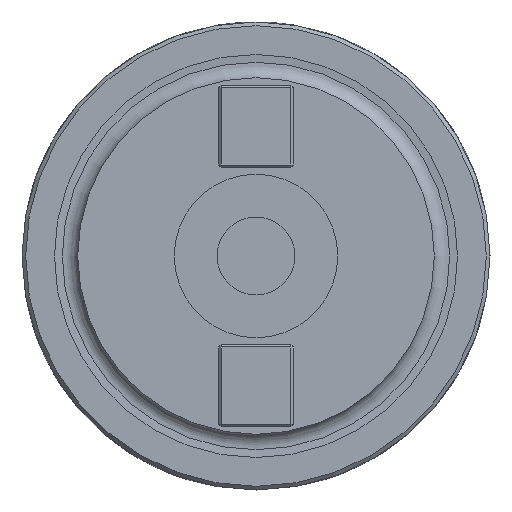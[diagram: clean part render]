
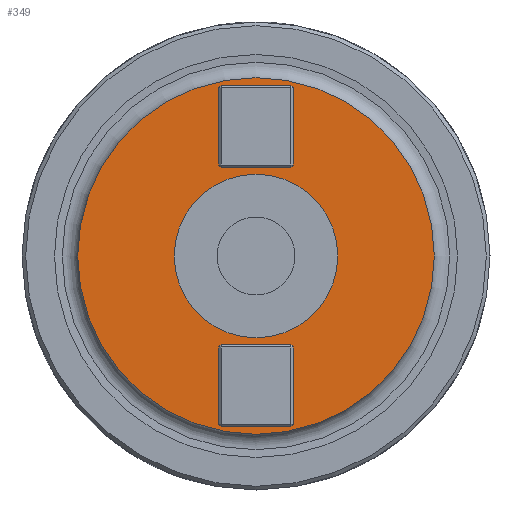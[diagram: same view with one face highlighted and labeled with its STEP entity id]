
A CAD part, left-side view. The second image highlights one B-rep face of the part: STEP entity #349.
In plain terms, the highlighted planar face has unit normal (-1, 0, 0).
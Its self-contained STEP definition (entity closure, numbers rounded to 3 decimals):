
#156=LINE('',#1627,#252);
#157=LINE('',#1630,#253);
#158=LINE('',#1632,#254);
#159=LINE('',#1634,#255);
#160=LINE('',#1636,#256);
#161=LINE('',#1638,#257);
#162=LINE('',#1640,#258);
#163=LINE('',#1642,#259);
#164=LINE('',#1643,#260);
#165=LINE('',#1646,#261);
#166=LINE('',#1648,#262);
#167=LINE('',#1650,#263);
#168=LINE('',#1652,#264);
#169=LINE('',#1654,#265);
#170=LINE('',#1656,#266);
#171=LINE('',#1658,#267);
#252=VECTOR('',#1320,1.);
#253=VECTOR('',#1321,1.);
#254=VECTOR('',#1322,1.);
#255=VECTOR('',#1323,1.);
#256=VECTOR('',#1324,1.);
#257=VECTOR('',#1325,1.);
#258=VECTOR('',#1326,1.);
#259=VECTOR('',#1327,1.);
#260=VECTOR('',#1328,1.);
#261=VECTOR('',#1329,1.);
#262=VECTOR('',#1330,1.);
#263=VECTOR('',#1331,1.);
#264=VECTOR('',#1332,1.);
#265=VECTOR('',#1333,1.);
#266=VECTOR('',#1334,1.);
#267=VECTOR('',#1335,1.);
#349=ADVANCED_FACE('',(#482,#483,#484,#485),#428,.F.);
#428=PLANE('',#1210);
#482=FACE_BOUND('',#531,.T.);
#483=FACE_BOUND('',#532,.T.);
#484=FACE_BOUND('',#533,.T.);
#485=FACE_BOUND('',#534,.T.);
#531=EDGE_LOOP('',(#637,#638,#639,#640,#641,#642,#643,#644));
#532=EDGE_LOOP('',(#645,#646,#647,#648,#649,#650,#651,#652));
#533=EDGE_LOOP('',(#653));
#534=EDGE_LOOP('',(#654));
#637=ORIENTED_EDGE('',*,*,#1029,.T.);
#638=ORIENTED_EDGE('',*,*,#1030,.T.);
#639=ORIENTED_EDGE('',*,*,#1031,.T.);
#640=ORIENTED_EDGE('',*,*,#1032,.T.);
#641=ORIENTED_EDGE('',*,*,#1033,.T.);
#642=ORIENTED_EDGE('',*,*,#1034,.T.);
#643=ORIENTED_EDGE('',*,*,#1035,.T.);
#644=ORIENTED_EDGE('',*,*,#1036,.T.);
#645=ORIENTED_EDGE('',*,*,#1037,.T.);
#646=ORIENTED_EDGE('',*,*,#1038,.T.);
#647=ORIENTED_EDGE('',*,*,#1039,.T.);
#648=ORIENTED_EDGE('',*,*,#1040,.T.);
#649=ORIENTED_EDGE('',*,*,#1041,.T.);
#650=ORIENTED_EDGE('',*,*,#1042,.T.);
#651=ORIENTED_EDGE('',*,*,#1043,.T.);
#652=ORIENTED_EDGE('',*,*,#1044,.T.);
#653=ORIENTED_EDGE('',*,*,#1045,.F.);
#654=ORIENTED_EDGE('',*,*,#1046,.T.);
#931=VERTEX_POINT('',#1628);
#932=VERTEX_POINT('',#1629);
#933=VERTEX_POINT('',#1631);
#934=VERTEX_POINT('',#1633);
#935=VERTEX_POINT('',#1635);
#936=VERTEX_POINT('',#1637);
#937=VERTEX_POINT('',#1639);
#938=VERTEX_POINT('',#1641);
#939=VERTEX_POINT('',#1644);
#940=VERTEX_POINT('',#1645);
#941=VERTEX_POINT('',#1647);
#942=VERTEX_POINT('',#1649);
#943=VERTEX_POINT('',#1651);
#944=VERTEX_POINT('',#1653);
#945=VERTEX_POINT('',#1655);
#946=VERTEX_POINT('',#1657);
#947=VERTEX_POINT('',#1660);
#948=VERTEX_POINT('',#1662);
#1029=EDGE_CURVE('',#931,#932,#156,.T.);
#1030=EDGE_CURVE('',#932,#933,#157,.T.);
#1031=EDGE_CURVE('',#933,#934,#158,.T.);
#1032=EDGE_CURVE('',#934,#935,#159,.T.);
#1033=EDGE_CURVE('',#935,#936,#160,.T.);
#1034=EDGE_CURVE('',#936,#937,#161,.T.);
#1035=EDGE_CURVE('',#937,#938,#162,.T.);
#1036=EDGE_CURVE('',#938,#931,#163,.T.);
#1037=EDGE_CURVE('',#939,#940,#164,.T.);
#1038=EDGE_CURVE('',#940,#941,#165,.T.);
#1039=EDGE_CURVE('',#941,#942,#166,.T.);
#1040=EDGE_CURVE('',#942,#943,#167,.T.);
#1041=EDGE_CURVE('',#943,#944,#168,.T.);
#1042=EDGE_CURVE('',#944,#945,#169,.T.);
#1043=EDGE_CURVE('',#945,#946,#170,.T.);
#1044=EDGE_CURVE('',#946,#939,#171,.T.);
#1045=EDGE_CURVE('',#947,#947,#1176,.T.);
#1046=EDGE_CURVE('',#948,#948,#1177,.T.);
#1176=CIRCLE('',#1208,11.);
#1177=CIRCLE('',#1209,24.);
#1208=AXIS2_PLACEMENT_3D('',#1659,#1336,#1337);
#1209=AXIS2_PLACEMENT_3D('',#1661,#1338,#1339);
#1210=AXIS2_PLACEMENT_3D('',#1663,#1340,#1341);
#1320=DIRECTION('',(0.,0.,-1.));
#1321=DIRECTION('',(0.,0.707,-0.707));
#1322=DIRECTION('',(0.,1.,0.));
#1323=DIRECTION('',(0.,0.707,0.707));
#1324=DIRECTION('',(0.,0.,1.));
#1325=DIRECTION('',(0.,-0.707,0.707));
#1326=DIRECTION('',(0.,-1.,0.));
#1327=DIRECTION('',(0.,-0.707,-0.707));
#1328=DIRECTION('',(0.,0.,1.));
#1329=DIRECTION('',(0.,-0.707,0.707));
#1330=DIRECTION('',(0.,-1.,0.));
#1331=DIRECTION('',(0.,-0.707,-0.707));
#1332=DIRECTION('',(0.,0.,-1.));
#1333=DIRECTION('',(0.,0.707,-0.707));
#1334=DIRECTION('',(0.,1.,0.));
#1335=DIRECTION('',(0.,0.707,0.707));
#1336=DIRECTION('',(-1.,0.,0.));
#1337=DIRECTION('',(0.,0.,-1.));
#1338=DIRECTION('',(-1.,0.,0.));
#1339=DIRECTION('',(0.,0.,-1.));
#1340=DIRECTION('',(1.,0.,0.));
#1341=DIRECTION('',(0.,0.,-1.));
#1627=CARTESIAN_POINT('',(19.,-5.,0.));
#1628=CARTESIAN_POINT('',(19.,-5.,-12.25));
#1629=CARTESIAN_POINT('',(19.,-5.,-22.65));
#1630=CARTESIAN_POINT('',(19.,-7.607,-20.043));
#1631=CARTESIAN_POINT('',(19.,-4.7,-22.95));
#1632=CARTESIAN_POINT('',(19.,12.435,-22.95));
#1633=CARTESIAN_POINT('',(19.,4.7,-22.95));
#1634=CARTESIAN_POINT('',(19.,20.043,-7.607));
#1635=CARTESIAN_POINT('',(19.,5.,-22.65));
#1636=CARTESIAN_POINT('',(19.,5.,0.));
#1637=CARTESIAN_POINT('',(19.,5.,-12.25));
#1638=CARTESIAN_POINT('',(19.,2.593,-9.843));
#1639=CARTESIAN_POINT('',(19.,4.7,-11.95));
#1640=CARTESIAN_POINT('',(19.,12.435,-11.95));
#1641=CARTESIAN_POINT('',(19.,-4.7,-11.95));
#1642=CARTESIAN_POINT('',(19.,9.843,2.593));
#1643=CARTESIAN_POINT('',(19.,5.,0.));
#1644=CARTESIAN_POINT('',(19.,5.,12.25));
#1645=CARTESIAN_POINT('',(19.,5.,22.65));
#1646=CARTESIAN_POINT('',(19.,20.043,7.607));
#1647=CARTESIAN_POINT('',(19.,4.7,22.95));
#1648=CARTESIAN_POINT('',(19.,12.435,22.95));
#1649=CARTESIAN_POINT('',(19.,-4.7,22.95));
#1650=CARTESIAN_POINT('',(19.,-7.607,20.043));
#1651=CARTESIAN_POINT('',(19.,-5.,22.65));
#1652=CARTESIAN_POINT('',(19.,-5.,0.));
#1653=CARTESIAN_POINT('',(19.,-5.,12.25));
#1654=CARTESIAN_POINT('',(19.,9.843,-2.593));
#1655=CARTESIAN_POINT('',(19.,-4.7,11.95));
#1656=CARTESIAN_POINT('',(19.,12.435,11.95));
#1657=CARTESIAN_POINT('',(19.,4.7,11.95));
#1658=CARTESIAN_POINT('',(19.,2.593,9.843));
#1659=CARTESIAN_POINT('',(19.,0.,0.));
#1660=CARTESIAN_POINT('',(19.,0.,-11.));
#1661=CARTESIAN_POINT('',(19.,0.,0.));
#1662=CARTESIAN_POINT('',(19.,0.,-24.));
#1663=CARTESIAN_POINT('',(19.,12.435,0.));
